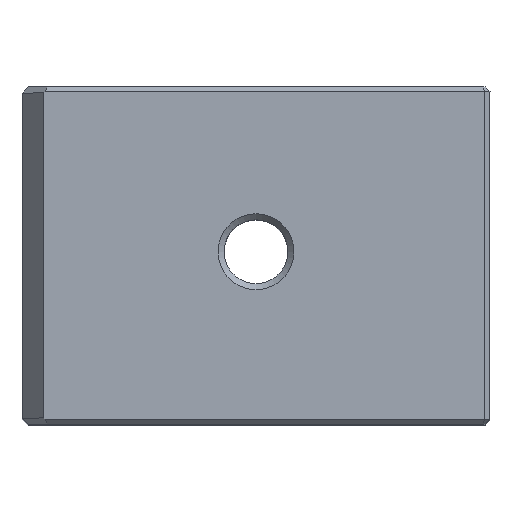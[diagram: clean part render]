
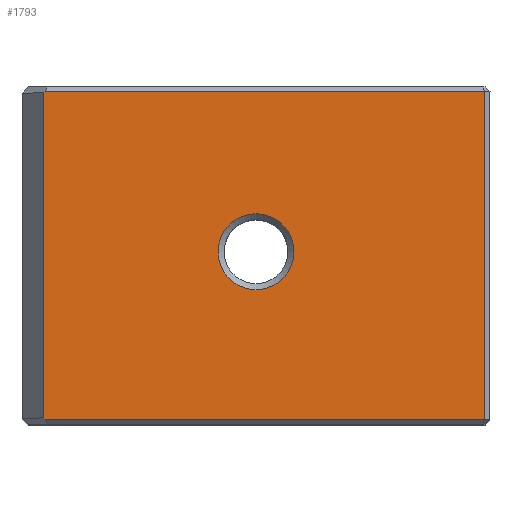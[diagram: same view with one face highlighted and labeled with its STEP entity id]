
A CAD part, top view. The second image highlights one B-rep face of the part: STEP entity #1793.
In plain terms, the highlighted planar face has unit normal (0, 0, 1).
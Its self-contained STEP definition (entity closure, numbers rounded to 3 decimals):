
#24=FACE_BOUND('',#309,.T.);
#89=CIRCLE('',#1944,2.5);
#198=FACE_OUTER_BOUND('',#308,.T.);
#308=EDGE_LOOP('',(#1591,#1592,#1593,#1594,#1595,#1596));
#309=EDGE_LOOP('',(#1597));
#492=LINE('',#2999,#689);
#493=LINE('',#3003,#690);
#497=LINE('',#3014,#694);
#500=LINE('',#3019,#697);
#507=LINE('',#3041,#704);
#508=LINE('',#3042,#705);
#689=VECTOR('',#2398,21.39);
#690=VECTOR('',#2401,21.59);
#694=VECTOR('',#2413,0.164);
#697=VECTOR('',#2418,0.164);
#704=VECTOR('',#2447,28.914);
#705=VECTOR('',#2448,28.914);
#850=VERTEX_POINT('',#2995);
#851=VERTEX_POINT('',#2997);
#852=VERTEX_POINT('',#3001);
#853=VERTEX_POINT('',#3002);
#855=VERTEX_POINT('',#3009);
#856=VERTEX_POINT('',#3013);
#857=VERTEX_POINT('',#3017);
#1088=EDGE_CURVE('',#850,#851,#492,.T.);
#1089=EDGE_CURVE('',#852,#853,#493,.T.);
#1094=EDGE_CURVE('',#855,#855,#89,.T.);
#1095=EDGE_CURVE('',#850,#856,#497,.T.);
#1098=EDGE_CURVE('',#851,#857,#500,.T.);
#1109=EDGE_CURVE('',#857,#853,#507,.T.);
#1110=EDGE_CURVE('',#852,#856,#508,.T.);
#1591=ORIENTED_EDGE('',*,*,#1098,.T.);
#1592=ORIENTED_EDGE('',*,*,#1109,.T.);
#1593=ORIENTED_EDGE('',*,*,#1089,.F.);
#1594=ORIENTED_EDGE('',*,*,#1110,.T.);
#1595=ORIENTED_EDGE('',*,*,#1095,.F.);
#1596=ORIENTED_EDGE('',*,*,#1088,.T.);
#1597=ORIENTED_EDGE('',*,*,#1094,.T.);
#1692=PLANE('',#1957);
#1793=ADVANCED_FACE('',(#198,#24),#1692,.F.);
#1944=AXIS2_PLACEMENT_3D('',#3011,#2409,#2410);
#1957=AXIS2_PLACEMENT_3D('',#3040,#2445,#2446);
#2398=DIRECTION('',(0.,-1.,0.));
#2401=DIRECTION('',(0.,-1.,0.));
#2409=DIRECTION('center_axis',(0.,0.,
-1.));
#2410=DIRECTION('ref_axis',(0.,1.,0.));
#2413=DIRECTION('',(0.794,0.608,0.));
#2418=DIRECTION('',(0.794,-0.608,0.));
#2445=DIRECTION('center_axis',(0.,0.,
-1.));
#2446=DIRECTION('ref_axis',(1.,0.,0.));
#2447=DIRECTION('',(1.,0.,0.));
#2448=DIRECTION('',(-1.,0.,0.));
#2995=CARTESIAN_POINT('',(-14.824,-14.074,4.809));
#2997=CARTESIAN_POINT('',(-14.824,-35.464,4.809));
#2999=CARTESIAN_POINT('',(-14.824,-14.074,4.809));
#3001=CARTESIAN_POINT('',(14.221,-13.974,4.809));
#3002=CARTESIAN_POINT('',(14.221,-35.564,4.809));
#3003=CARTESIAN_POINT('',(14.221,-13.974,4.809));
#3009=CARTESIAN_POINT('',(-0.824,-27.024,4.809));
#3011=CARTESIAN_POINT('Origin',(-0.824,-24.524,4.809));
#3013=CARTESIAN_POINT('',(-14.693,-13.974,4.809));
#3014=CARTESIAN_POINT('',(-14.824,-14.074,4.809));
#3017=CARTESIAN_POINT('',(-14.693,-35.564,4.809));
#3019=CARTESIAN_POINT('',(-14.824,-35.464,4.809));
#3040=CARTESIAN_POINT('Origin',(-14.824,19.854,4.809));
#3041=CARTESIAN_POINT('',(-14.693,-35.564,4.809));
#3042=CARTESIAN_POINT('',(14.221,-13.974,4.809));
